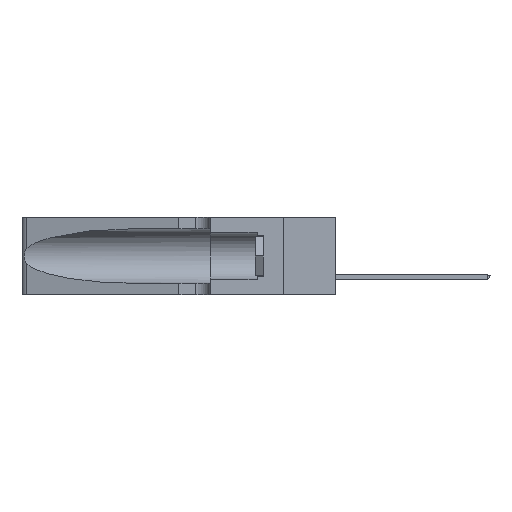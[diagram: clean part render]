
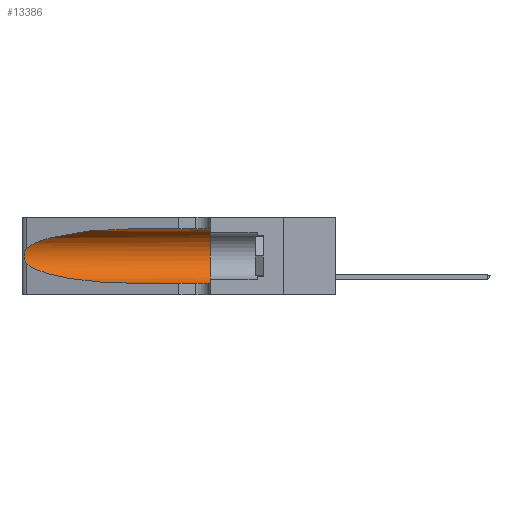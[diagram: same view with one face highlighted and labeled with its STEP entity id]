
A CAD part, left-side view. The second image highlights one B-rep face of the part: STEP entity #13386.
In plain terms, the highlighted cylindrical face has radius 3.308 mm (diameter 6.617 mm), a partial arc.
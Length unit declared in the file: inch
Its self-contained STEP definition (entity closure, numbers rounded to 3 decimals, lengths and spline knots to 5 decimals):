
#1591 = CARTESIAN_POINT ( 'NONE',  ( 0.25487, 1.22718, 0.22369 ) ) ;
#2946 = ORIENTED_EDGE ( 'NONE', *, *, #20754, .F. ) ;
#3048 = CARTESIAN_POINT ( 'NONE',  ( 0.1305, 0.35, 0.05475 ) ) ;
#3143 = VERTEX_POINT ( 'NONE', #5157 ) ;
#5157 = CARTESIAN_POINT ( 'NONE',  ( 0.1305, 0.72297, 0.05475 ) ) ;
#5412 = ORIENTED_EDGE ( 'NONE', *, *, #36470, .F. ) ;
#5708 = CARTESIAN_POINT ( 'NONE',  ( 0.25639, 1.23184, 0.21858 ) ) ;
#5997 = CARTESIAN_POINT ( 'NONE',  ( 0.26017, 1.23833, 0.17102 ) ) ;
#6134 = CARTESIAN_POINT ( 'NONE',  ( 0.25789, 1.23486, 0.15765 ) ) ;
#6353 = LINE ( 'NONE', #16961, #40454 ) ;
#6638 = ORIENTED_EDGE ( 'NONE', *, *, #7659, .T. ) ;
#7638 = AXIS2_PLACEMENT_3D ( 'NONE', #36825, #33512, #10609 ) ;
#7659 = EDGE_CURVE ( 'NONE', #3143, #16717, #19051, .T. ) ;
#8397 = CARTESIAN_POINT ( 'NONE',  ( 0.18966, 0.96281, 0.31525 ) ) ;
#8679 = VERTEX_POINT ( 'NONE', #19254 ) ;
#10099 =( BOUNDED_CURVE ( )  B_SPLINE_CURVE ( 3, ( #21834, #18807, #16352, #29698 ),
 .UNSPECIFIED., .F., .F. ) 
 B_SPLINE_CURVE_WITH_KNOTS ( ( 4, 4 ),
 ( 3.44316, 4.71239 ),
 .UNSPECIFIED. ) 
 CURVE ( )  GEOMETRIC_REPRESENTATION_ITEM ( )  RATIONAL_B_SPLINE_CURVE ( ( 1., 0.87, 0.87, 1. ) ) 
 REPRESENTATION_ITEM ( '' )  );
#10516 = CARTESIAN_POINT ( 'NONE',  ( 0.25487, 1.22718, 0.14631 ) ) ;
#10609 = DIRECTION ( 'NONE',  ( 0., 0., 1. ) ) ;
#10850 = CYLINDRICAL_SURFACE ( 'NONE', #29635, 0.13025 ) ;
#11444 = CARTESIAN_POINT ( 'NONE',  ( 0.25487, 1.22718, 0.22369 ) ) ;
#11734 = CARTESIAN_POINT ( 'NONE',  ( 0.2373, 1.15595, 0.28018 ) ) ;
#12615 = CARTESIAN_POINT ( 'NONE',  ( 0.25856, 1.23593, 0.16098 ) ) ;
#13386 = ADVANCED_FACE ( 'NONE', ( #37256 ), #10850, .F. ) ;
#13660 = CARTESIAN_POINT ( 'NONE',  ( 0.1305, 0.72297, 0.31525 ) ) ;
#13748 = CARTESIAN_POINT ( 'NONE',  ( 0.25487, 1.22718, 0.14631 ) ) ;
#13921 = DIRECTION ( 'NONE',  ( 0., -1., 0. ) ) ;
#14370 = CARTESIAN_POINT ( 'NONE',  ( 0.1305, 1.61858, 0.185 ) ) ;
#16352 = CARTESIAN_POINT ( 'NONE',  ( 0.18966, 0.96281, 0.05475 ) ) ;
#16717 = VERTEX_POINT ( 'NONE', #3048 ) ;
#16961 = CARTESIAN_POINT ( 'NONE',  ( 0.1305, 1.61858, 0.31525 ) ) ;
#17677 = DIRECTION ( 'NONE',  ( 0., -1., 0. ) ) ;
#18143 = DIRECTION ( 'NONE',  ( 0., -1., 0. ) ) ;
#18807 = CARTESIAN_POINT ( 'NONE',  ( 0.2373, 1.15595, 0.08982 ) ) ;
#19051 = LINE ( 'NONE', #24790, #35640 ) ;
#19254 = CARTESIAN_POINT ( 'NONE',  ( 0.1305, 0.35, 0.31525 ) ) ;
#19514 = CARTESIAN_POINT ( 'NONE',  ( 0.26075, 1.23896, 0.178 ) ) ;
#19655 = CARTESIAN_POINT ( 'NONE',  ( 0.25555, 1.22993, 0.14849 ) ) ;
#19879 = EDGE_CURVE ( 'NONE', #20378, #40099, #37655, .T. ) ;
#20378 = VERTEX_POINT ( 'NONE', #13660 ) ;
#20754 = EDGE_CURVE ( 'NONE', #20378, #8679, #6353, .T. ) ;
#21543 = EDGE_CURVE ( 'NONE', #40099, #31936, #25507, .T. ) ;
#21834 = CARTESIAN_POINT ( 'NONE',  ( 0.25487, 1.22718, 0.14631 ) ) ;
#21983 = CARTESIAN_POINT ( 'NONE',  ( 0.25787, 1.23484, 0.2124 ) ) ;
#22717 = CARTESIAN_POINT ( 'NONE',  ( 0.26075, 1.23896, 0.19203 ) ) ;
#23191 = EDGE_LOOP ( 'NONE', ( #36442, #40588, #29791, #6638, #5412, #2946 ) ) ;
#24790 = CARTESIAN_POINT ( 'NONE',  ( 0.1305, 1.61858, 0.05475 ) ) ;
#25507 = B_SPLINE_CURVE_WITH_KNOTS ( 'NONE', 3,
 ( #1591, #41412, #5708, #21983, #31578, #26218, #22717, #19514, #5997, #12615, #6134, #30681, #19655, #10516 ),
 .UNSPECIFIED., .F., .F.,
 ( 4, 2, 2, 2, 2, 2, 4 ),
 ( 0., 0.00027, 0.00053, 0.00107, 0.0016, 0.00187, 0.00214 ),
 .UNSPECIFIED. ) ;
#26218 = CARTESIAN_POINT ( 'NONE',  ( 0.26018, 1.23835, 0.19895 ) ) ;
#27702 = DIRECTION ( 'NONE',  ( 0., 0., -1. ) ) ;
#28238 = CARTESIAN_POINT ( 'NONE',  ( 0.1305, 0.72297, 0.31525 ) ) ;
#29635 = AXIS2_PLACEMENT_3D ( 'NONE', #14370, #17677, #27702 ) ;
#29698 = CARTESIAN_POINT ( 'NONE',  ( 0.1305, 0.72297, 0.05475 ) ) ;
#29791 = ORIENTED_EDGE ( 'NONE', *, *, #29896, .T. ) ;
#29896 = EDGE_CURVE ( 'NONE', #31936, #3143, #10099, .T. ) ;
#30681 = CARTESIAN_POINT ( 'NONE',  ( 0.25639, 1.23186, 0.15144 ) ) ;
#31578 = CARTESIAN_POINT ( 'NONE',  ( 0.25854, 1.2359, 0.20912 ) ) ;
#31936 = VERTEX_POINT ( 'NONE', #13748 ) ;
#33512 = DIRECTION ( 'NONE',  ( 0., 1., 0. ) ) ;
#35640 = VECTOR ( 'NONE', #18143, 39.37008 ) ;
#36442 = ORIENTED_EDGE ( 'NONE', *, *, #19879, .T. ) ;
#36470 = EDGE_CURVE ( 'NONE', #8679, #16717, #42585, .T. ) ;
#36825 = CARTESIAN_POINT ( 'NONE',  ( 0.1305, 0.35, 0.185 ) ) ;
#37256 = FACE_OUTER_BOUND ( 'NONE', #23191, .T. ) ;
#37655 =( BOUNDED_CURVE ( )  B_SPLINE_CURVE ( 3, ( #28238, #8397, #11734, #11444 ),
 .UNSPECIFIED., .F., .F. ) 
 B_SPLINE_CURVE_WITH_KNOTS ( ( 4, 4 ),
 ( 1.5708, 2.84003 ),
 .UNSPECIFIED. ) 
 CURVE ( )  GEOMETRIC_REPRESENTATION_ITEM ( )  RATIONAL_B_SPLINE_CURVE ( ( 1., 0.87, 0.87, 1. ) ) 
 REPRESENTATION_ITEM ( '' )  );
#38846 = CARTESIAN_POINT ( 'NONE',  ( 0.25487, 1.22718, 0.22369 ) ) ;
#40099 = VERTEX_POINT ( 'NONE', #38846 ) ;
#40454 = VECTOR ( 'NONE', #13921, 39.37008 ) ;
#40588 = ORIENTED_EDGE ( 'NONE', *, *, #21543, .T. ) ;
#41412 = CARTESIAN_POINT ( 'NONE',  ( 0.25555, 1.22994, 0.2215 ) ) ;
#42585 = CIRCLE ( 'NONE', #7638, 0.13025 ) ;
